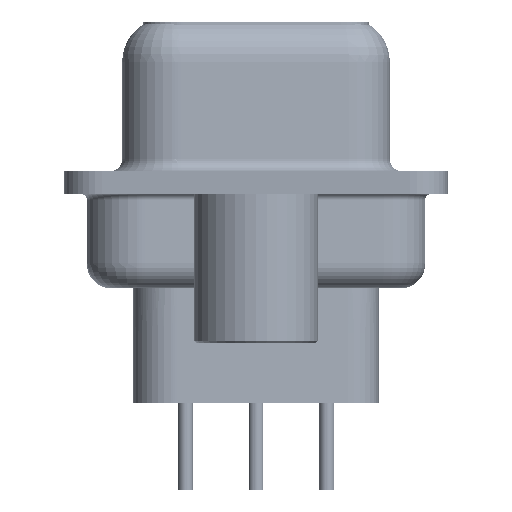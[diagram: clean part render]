
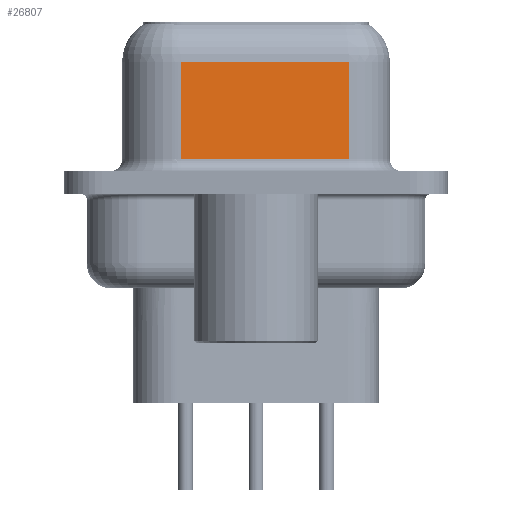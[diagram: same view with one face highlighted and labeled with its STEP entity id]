
A CAD part, left-side view. The second image highlights one B-rep face of the part: STEP entity #26807.
In plain terms, the highlighted planar face has unit normal (-0.985, -0.174, 0).
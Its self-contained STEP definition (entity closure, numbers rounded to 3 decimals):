
#1536 = EDGE_CURVE ( 'NONE', #32079, #23262, #35513, .T. ) ;
#2066 = CARTESIAN_POINT ( 'NONE',  ( 5.621, -3.722, 6.6 ) ) ;
#2744 = EDGE_CURVE ( 'NONE', #5907, #23262, #27987, .T. ) ;
#2834 = ORIENTED_EDGE ( 'NONE', *, *, #12240, .T. ) ;
#3717 = VERTEX_POINT ( 'NONE', #15009 ) ;
#4210 = CARTESIAN_POINT ( 'NONE',  ( 5.621, -3.722, 4.85 ) ) ;
#4213 = DIRECTION ( 'NONE',  ( 0.985, 0.174, 0. ) ) ;
#4435 = CARTESIAN_POINT ( 'NONE',  ( 5.621, -3.722, 6.6 ) ) ;
#5907 = VERTEX_POINT ( 'NONE', #19299 ) ;
#7232 = VECTOR ( 'NONE', #10915, 1000. ) ;
#9578 = CARTESIAN_POINT ( 'NONE',  ( 4.43, 3.028, 0.95 ) ) ;
#10915 = DIRECTION ( 'NONE',  ( 0., 0., -1. ) ) ;
#11223 = ORIENTED_EDGE ( 'NONE', *, *, #1536, .T. ) ;
#11817 = DIRECTION ( 'NONE',  ( -0.174, 0.985, 0. ) ) ;
#12123 = VECTOR ( 'NONE', #17089, 1000. ) ;
#12240 = EDGE_CURVE ( 'NONE', #3717, #32079, #43013, .T. ) ;
#13797 = EDGE_LOOP ( 'NONE', ( #15966, #33678, #2834, #11223 ) ) ;
#14707 = LINE ( 'NONE', #4210, #32267 ) ;
#14945 = FACE_OUTER_BOUND ( 'NONE', #13797, .T. ) ;
#15009 = CARTESIAN_POINT ( 'NONE',  ( 4.43, 3.028, 4.85 ) ) ;
#15966 = ORIENTED_EDGE ( 'NONE', *, *, #2744, .F. ) ;
#17089 = DIRECTION ( 'NONE',  ( 0., 0., -1. ) ) ;
#17488 = CARTESIAN_POINT ( 'NONE',  ( 5.621, -3.722, 0.95 ) ) ;
#19165 = EDGE_CURVE ( 'NONE', #5907, #3717, #14707, .T. ) ;
#19299 = CARTESIAN_POINT ( 'NONE',  ( 5.621, -3.722, 4.85 ) ) ;
#21418 = CARTESIAN_POINT ( 'NONE',  ( 4.43, 3.028, 6.6 ) ) ;
#21702 = CARTESIAN_POINT ( 'NONE',  ( 5.621, -3.722, 0.95 ) ) ;
#23262 = VERTEX_POINT ( 'NONE', #21702 ) ;
#25393 = DIRECTION ( 'NONE',  ( -0.174, 0.985, 0. ) ) ;
#25744 = VECTOR ( 'NONE', #32632, 1000. ) ;
#26807 = ADVANCED_FACE ( 'NONE', ( #14945 ), #29901, .F. ) ;
#27987 = LINE ( 'NONE', #2066, #12123 ) ;
#29901 = PLANE ( 'NONE',  #30888 ) ;
#30888 = AXIS2_PLACEMENT_3D ( 'NONE', #4435, #4213, #11817 ) ;
#32079 = VERTEX_POINT ( 'NONE', #9578 ) ;
#32267 = VECTOR ( 'NONE', #25393, 1000. ) ;
#32632 = DIRECTION ( 'NONE',  ( 0.174, -0.985, 0. ) ) ;
#33678 = ORIENTED_EDGE ( 'NONE', *, *, #19165, .T. ) ;
#35513 = LINE ( 'NONE', #17488, #25744 ) ;
#43013 = LINE ( 'NONE', #21418, #7232 ) ;
